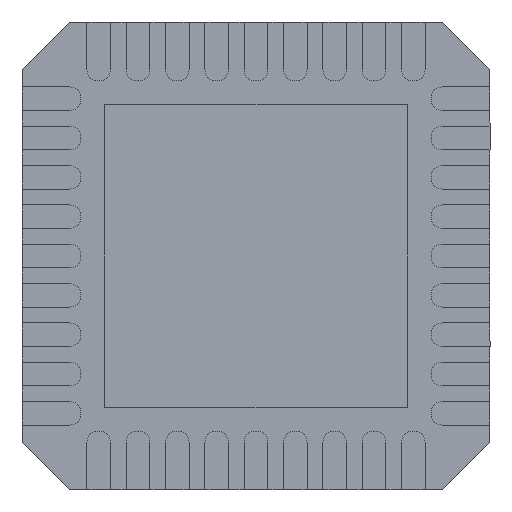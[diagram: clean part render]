
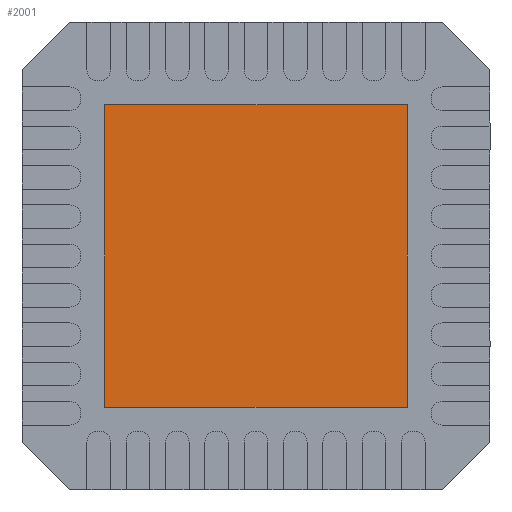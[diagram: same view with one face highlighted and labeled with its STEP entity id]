
A CAD part, front view. The second image highlights one B-rep face of the part: STEP entity #2001.
In plain terms, the highlighted planar face has unit normal (0, -1, 0).
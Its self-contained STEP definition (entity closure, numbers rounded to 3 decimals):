
#295 = CARTESIAN_POINT ( 'NONE',  ( 1.925, -0.05, -1.925 ) ) ;
#380 = AXIS2_PLACEMENT_3D ( 'NONE', #8051, #866, #8966 ) ;
#626 = VERTEX_POINT ( 'NONE', #295 ) ;
#852 = ORIENTED_EDGE ( 'NONE', *, *, #12648, .T. ) ;
#866 = DIRECTION ( 'NONE',  ( 0., -1., 0. ) ) ;
#1083 = DIRECTION ( 'NONE',  ( 1., 0., 0. ) ) ;
#1550 = CARTESIAN_POINT ( 'NONE',  ( -1.925, -0.05, 1.925 ) ) ;
#1950 = EDGE_CURVE ( 'NONE', #10753, #8251, #5544, .T. ) ;
#2001 = ADVANCED_FACE ( 'NONE', ( #4245 ), #2225, .T. ) ;
#2225 = PLANE ( 'NONE',  #380 ) ;
#2379 = CARTESIAN_POINT ( 'NONE',  ( -1.925, -0.05, 1.925 ) ) ;
#3465 = LINE ( 'NONE', #8089, #12530 ) ;
#4028 = DIRECTION ( 'NONE',  ( -1., 0., 0. ) ) ;
#4245 = FACE_OUTER_BOUND ( 'NONE', #11762, .T. ) ;
#4276 = CARTESIAN_POINT ( 'NONE',  ( -1.925, -0.05, -1.925 ) ) ;
#4351 = VERTEX_POINT ( 'NONE', #4276 ) ;
#4597 = CARTESIAN_POINT ( 'NONE',  ( 1.925, -0.05, 1.925 ) ) ;
#4809 = CARTESIAN_POINT ( 'NONE',  ( 1.925, -0.05, 1.925 ) ) ;
#5074 = ORIENTED_EDGE ( 'NONE', *, *, #1950, .T. ) ;
#5544 = LINE ( 'NONE', #2379, #8479 ) ;
#5809 = EDGE_CURVE ( 'NONE', #8251, #4351, #3465, .T. ) ;
#5828 = EDGE_CURVE ( 'NONE', #626, #10753, #8958, .T. ) ;
#6471 = DIRECTION ( 'NONE',  ( 0., 0., 1. ) ) ;
#7923 = CARTESIAN_POINT ( 'NONE',  ( -1.925, -0.05, -1.925 ) ) ;
#8051 = CARTESIAN_POINT ( 'NONE',  ( 0., -0.05, 0. ) ) ;
#8089 = CARTESIAN_POINT ( 'NONE',  ( -1.925, -0.05, 1.925 ) ) ;
#8251 = VERTEX_POINT ( 'NONE', #1550 ) ;
#8479 = VECTOR ( 'NONE', #4028, 1000. ) ;
#8624 = VECTOR ( 'NONE', #1083, 1000. ) ;
#8958 = LINE ( 'NONE', #4597, #9468 ) ;
#8966 = DIRECTION ( 'NONE',  ( 0., 0., -1. ) ) ;
#9468 = VECTOR ( 'NONE', #6471, 1000. ) ;
#10073 = ORIENTED_EDGE ( 'NONE', *, *, #5828, .T. ) ;
#10753 = VERTEX_POINT ( 'NONE', #4809 ) ;
#10941 = LINE ( 'NONE', #7923, #8624 ) ;
#11530 = DIRECTION ( 'NONE',  ( 0., 0., -1. ) ) ;
#11762 = EDGE_LOOP ( 'NONE', ( #10073, #5074, #11776, #852 ) ) ;
#11776 = ORIENTED_EDGE ( 'NONE', *, *, #5809, .T. ) ;
#12530 = VECTOR ( 'NONE', #11530, 1000. ) ;
#12648 = EDGE_CURVE ( 'NONE', #4351, #626, #10941, .T. ) ;
